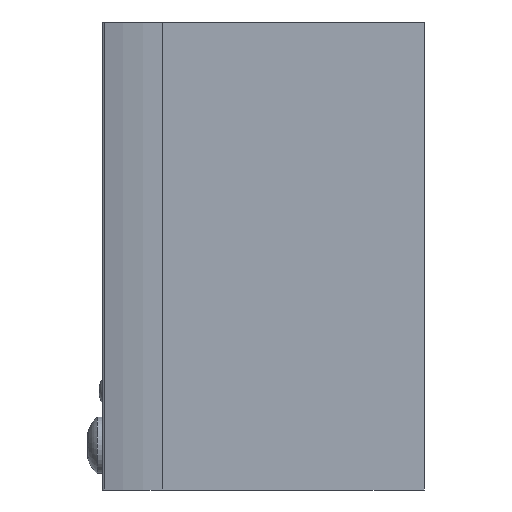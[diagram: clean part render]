
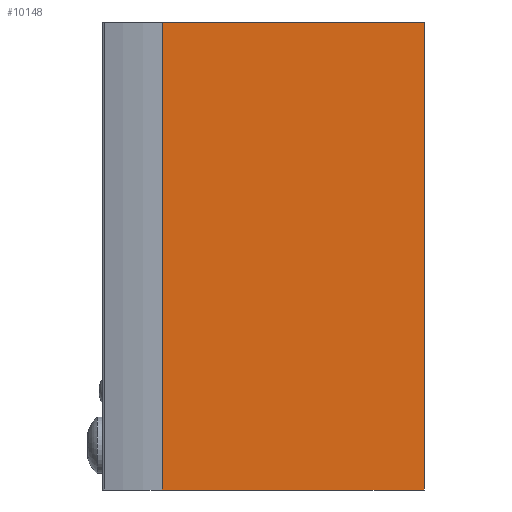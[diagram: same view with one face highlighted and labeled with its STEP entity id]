
A CAD part, left-side view. The second image highlights one B-rep face of the part: STEP entity #10148.
In plain terms, the highlighted planar face has unit normal (-1, 0, 0).
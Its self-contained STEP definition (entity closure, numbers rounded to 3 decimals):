
#834=ORIENTED_EDGE('',*,*,#2823,.T.);
#835=ORIENTED_EDGE('',*,*,#2758,.F.);
#836=ORIENTED_EDGE('',*,*,#2824,.F.);
#837=ORIENTED_EDGE('',*,*,#2820,.T.);
#2758=EDGE_CURVE('',#3734,#3731,#4410,.T.);
#2820=EDGE_CURVE('',#3793,#3792,#4425,.T.);
#2823=EDGE_CURVE('',#3792,#3731,#4427,.T.);
#2824=EDGE_CURVE('',#3793,#3734,#4428,.T.);
#3731=VERTEX_POINT('',#14012);
#3734=VERTEX_POINT('',#14017);
#3792=VERTEX_POINT('',#14144);
#3793=VERTEX_POINT('',#14146);
#4410=LINE('',#14018,#5207);
#4425=LINE('',#14145,#5222);
#4427=LINE('',#14151,#5224);
#4428=LINE('',#14152,#5225);
#5207=VECTOR('',#11719,1000.);
#5222=VECTOR('',#11842,1000.);
#5224=VECTOR('',#11848,1000.);
#5225=VECTOR('',#11849,1000.);
#5801=EDGE_LOOP('',(#834,#835,#836,#837));
#6332=FACE_BOUND('',#5801,.T.);
#6828=PLANE('',#10687);
#10148=ADVANCED_FACE('',(#6332),#6828,.F.);
#10687=AXIS2_PLACEMENT_3D('',#14150,#11846,#11847);
#11719=DIRECTION('',(0.,0.,-1.));
#11842=DIRECTION('',(0.,0.,-1.));
#11846=DIRECTION('',(1.,0.,0.));
#11847=DIRECTION('',(0.,0.,-1.));
#11848=DIRECTION('',(0.,-1.,0.));
#11849=DIRECTION('',(0.,-1.,0.));
#14012=CARTESIAN_POINT('',(-53.65,0.,-24.725));
#14017=CARTESIAN_POINT('',(-53.65,0.,24.725));
#14018=CARTESIAN_POINT('',(-53.65,0.,24.725));
#14144=CARTESIAN_POINT('',(-53.65,27.7,-24.725));
#14145=CARTESIAN_POINT('',(-53.65,27.7,24.725));
#14146=CARTESIAN_POINT('',(-53.65,27.7,24.725));
#14150=CARTESIAN_POINT('',(-53.65,27.7,24.725));
#14151=CARTESIAN_POINT('',(-53.65,27.7,-24.725));
#14152=CARTESIAN_POINT('',(-53.65,27.7,24.725));
